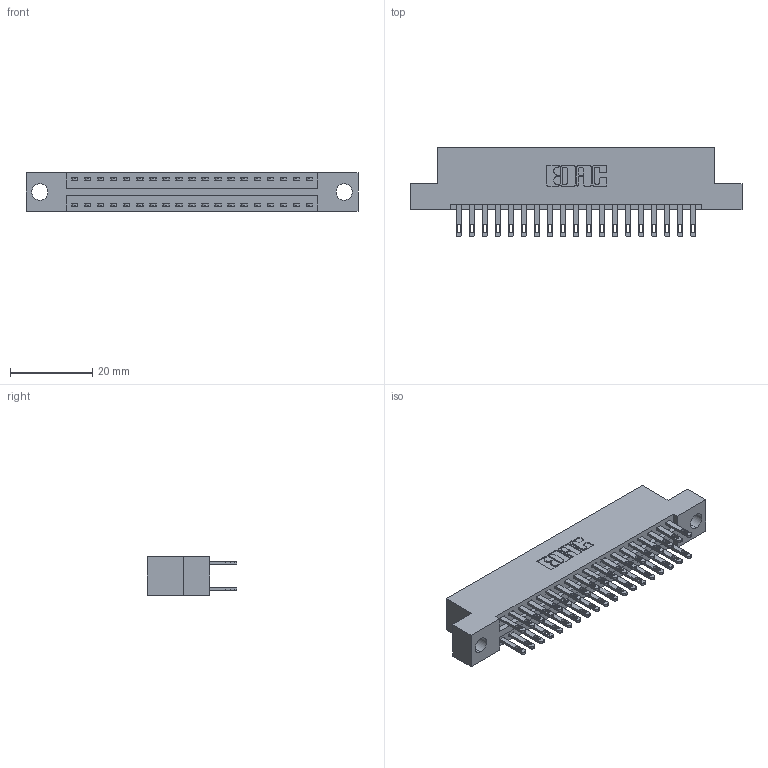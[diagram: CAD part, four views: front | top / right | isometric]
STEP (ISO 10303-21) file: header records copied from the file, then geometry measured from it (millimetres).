
FILE_DESCRIPTION (( 'STEP AP203' ), '1' );
FILE_NAME ('346-038-500-204.STEP', '2018-08-24T04:13:56', ( '' ), ( '' ), 'SwSTEP 2.0', 'SolidWorks 2016', '' );
FILE_SCHEMA (( 'CONFIG_CONTROL_DESIGN' ));
Length unit declared in the file: inch
Products named in the file (3): 346 Part_Flush Mounting Lugs - 0.156 Dia-TH; 345-292-001_345-293-100; 346-038-500-204
Assembly tree (39 placements, depth 2):
  346-038-500-204
    346 Part_Flush Mounting Lugs - 0.156 Dia-TH
    345-292-001_345-293-100  x38
Bounding box: 80.9 x 21.84 x 9.4 mm (x, y, z)
Volume: 7738.3 mm3; surface area: 10486.4 mm2
Topology: 39 solids, 39 shells, 1946 faces, 5915 edges, 3942 vertices
Faces by surface type: plane 1178, cylinder 768
Entity records: 15429 total; most frequent: CARTESIAN_POINT 2572, ORIENTED_EDGE 2506, DIRECTION 2321, EDGE_CURVE 1253, VECTOR 1041, LINE 1041, VERTEX_POINT 834, AXIS2_PLACEMENT_3D 640
